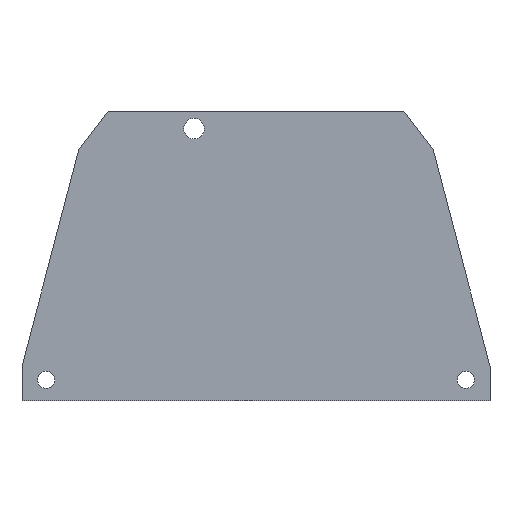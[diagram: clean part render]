
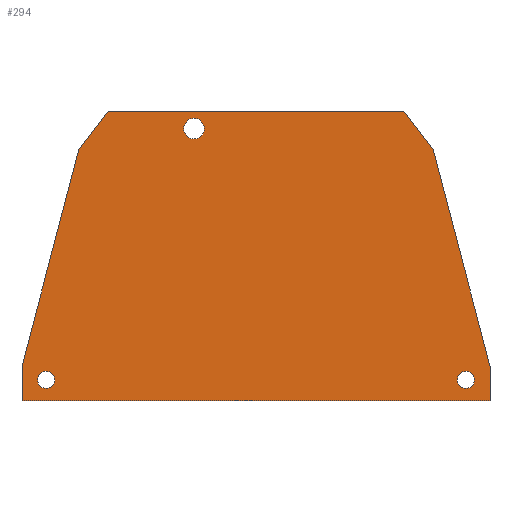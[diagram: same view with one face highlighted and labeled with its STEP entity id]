
A CAD part, front view. The second image highlights one B-rep face of the part: STEP entity #294.
In plain terms, the highlighted planar face has unit normal (0, -1, 0).
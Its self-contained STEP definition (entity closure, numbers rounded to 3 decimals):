
#6=DIRECTION('',(0.,0.,1.));
#7=VECTOR('',#6,5.);
#8=CARTESIAN_POINT('',(-34.,0.,-22.363));
#9=LINE('',#8,#7);
#10=DIRECTION('',(0.254,0.,0.967));
#11=VECTOR('',#10,32.5);
#12=CARTESIAN_POINT('',(-34.,0.,-17.363));
#13=LINE('',#12,#11);
#14=DIRECTION('',(0.606,0.,0.795));
#15=VECTOR('',#14,7.);
#16=CARTESIAN_POINT('',(-25.745,0.,14.072));
#17=LINE('',#16,#15);
#18=DIRECTION('',(1.,0.,0.));
#19=VECTOR('',#18,43.);
#20=CARTESIAN_POINT('',(-21.5,0.,19.637));
#21=LINE('',#20,#19);
#22=DIRECTION('',(0.606,0.,-0.795));
#23=VECTOR('',#22,7.);
#24=CARTESIAN_POINT('',(21.5,0.,19.637));
#25=LINE('',#24,#23);
#26=DIRECTION('',(0.254,0.,-0.967));
#27=VECTOR('',#26,32.5);
#28=CARTESIAN_POINT('',(25.745,0.,14.072));
#29=LINE('',#28,#27);
#30=DIRECTION('',(0.,0.,-1.));
#31=VECTOR('',#30,5.);
#32=CARTESIAN_POINT('',(34.,0.,-17.363));
#33=LINE('',#32,#31);
#34=DIRECTION('',(-1.,0.,0.));
#35=VECTOR('',#34,68.);
#36=CARTESIAN_POINT('',(34.,0.,-22.363));
#37=LINE('',#36,#35);
#38=CARTESIAN_POINT('',(30.5,0.,-19.363));
#39=DIRECTION('',(0.,1.,0.));
#40=DIRECTION('',(1.,0.,0.));
#41=AXIS2_PLACEMENT_3D('',#38,#39,#40);
#43=CARTESIAN_POINT('',(30.5,0.,-19.363));
#44=DIRECTION('',(0.,1.,0.));
#45=DIRECTION('',(-1.,0.,0.));
#46=AXIS2_PLACEMENT_3D('',#43,#44,#45);
#48=CARTESIAN_POINT('',(-9.,0.,17.137));
#49=DIRECTION('',(0.,1.,0.));
#50=DIRECTION('',(1.,0.,0.));
#51=AXIS2_PLACEMENT_3D('',#48,#49,#50);
#53=CARTESIAN_POINT('',(-9.,0.,17.137));
#54=DIRECTION('',(0.,1.,0.));
#55=DIRECTION('',(-1.,0.,0.));
#56=AXIS2_PLACEMENT_3D('',#53,#54,#55);
#58=CARTESIAN_POINT('',(-30.5,0.,-19.363));
#59=DIRECTION('',(0.,1.,0.));
#60=DIRECTION('',(1.,0.,0.));
#61=AXIS2_PLACEMENT_3D('',#58,#59,#60);
#63=CARTESIAN_POINT('',(-30.5,0.,-19.363));
#64=DIRECTION('',(0.,1.,0.));
#65=DIRECTION('',(-1.,0.,0.));
#66=AXIS2_PLACEMENT_3D('',#63,#64,#65);
#182=CARTESIAN_POINT('',(-34.,0.,-22.363));
#183=CARTESIAN_POINT('',(-34.,0.,-17.363));
#184=VERTEX_POINT('',#182);
#185=VERTEX_POINT('',#183);
#186=CARTESIAN_POINT('',(-25.745,0.,14.072));
#187=VERTEX_POINT('',#186);
#188=CARTESIAN_POINT('',(-21.5,0.,19.637));
#189=VERTEX_POINT('',#188);
#190=CARTESIAN_POINT('',(21.5,0.,19.637));
#191=VERTEX_POINT('',#190);
#192=CARTESIAN_POINT('',(25.745,0.,14.072));
#193=VERTEX_POINT('',#192);
#194=CARTESIAN_POINT('',(34.,0.,-17.363));
#195=VERTEX_POINT('',#194);
#196=CARTESIAN_POINT('',(34.,0.,-22.363));
#197=VERTEX_POINT('',#196);
#214=CARTESIAN_POINT('',(31.75,0.,-19.363));
#215=CARTESIAN_POINT('',(29.25,0.,-19.363));
#216=VERTEX_POINT('',#214);
#217=VERTEX_POINT('',#215);
#218=CARTESIAN_POINT('',(-7.5,0.,17.137));
#219=CARTESIAN_POINT('',(-10.5,0.,17.137));
#220=VERTEX_POINT('',#218);
#221=VERTEX_POINT('',#219);
#222=CARTESIAN_POINT('',(-29.25,0.,-19.363));
#223=CARTESIAN_POINT('',(-31.75,0.,-19.363));
#224=VERTEX_POINT('',#222);
#225=VERTEX_POINT('',#223);
#254=CARTESIAN_POINT('',(0.,0.,0.));
#255=DIRECTION('',(0.,1.,0.));
#256=DIRECTION('',(1.,0.,0.));
#257=AXIS2_PLACEMENT_3D('',#254,#255,#256);
#258=PLANE('',#257);
#260=ORIENTED_EDGE('',*,*,#259,.T.);
#262=ORIENTED_EDGE('',*,*,#261,.T.);
#264=ORIENTED_EDGE('',*,*,#263,.T.);
#266=ORIENTED_EDGE('',*,*,#265,.T.);
#268=ORIENTED_EDGE('',*,*,#267,.T.);
#270=ORIENTED_EDGE('',*,*,#269,.T.);
#272=ORIENTED_EDGE('',*,*,#271,.T.);
#274=ORIENTED_EDGE('',*,*,#273,.T.);
#275=EDGE_LOOP('',(#260,#262,#264,#266,#268,#270,#272,#274));
#276=FACE_OUTER_BOUND('',#275,.F.);
#278=ORIENTED_EDGE('',*,*,#277,.F.);
#280=ORIENTED_EDGE('',*,*,#279,.F.);
#281=EDGE_LOOP('',(#278,#280));
#282=FACE_BOUND('',#281,.F.);
#284=ORIENTED_EDGE('',*,*,#283,.F.);
#286=ORIENTED_EDGE('',*,*,#285,.F.);
#287=EDGE_LOOP('',(#284,#286));
#288=FACE_BOUND('',#287,.F.);
#290=ORIENTED_EDGE('',*,*,#289,.F.);
#291=ORIENTED_EDGE('',*,*,#243,.F.);
#292=EDGE_LOOP('',(#290,#291));
#293=FACE_BOUND('',#292,.F.);
#294=ADVANCED_FACE('',(#276,#282,#288,#293),#258,.F.);
#42=CIRCLE('',#41,1.25);
#47=CIRCLE('',#46,1.25);
#52=CIRCLE('',#51,1.5);
#57=CIRCLE('',#56,1.5);
#62=CIRCLE('',#61,1.25);
#67=CIRCLE('',#66,1.25);
#243=EDGE_CURVE('',#225,#224,#67,.T.);
#259=EDGE_CURVE('',#184,#185,#9,.T.);
#261=EDGE_CURVE('',#185,#187,#13,.T.);
#263=EDGE_CURVE('',#187,#189,#17,.T.);
#265=EDGE_CURVE('',#189,#191,#21,.T.);
#267=EDGE_CURVE('',#191,#193,#25,.T.);
#269=EDGE_CURVE('',#193,#195,#29,.T.);
#271=EDGE_CURVE('',#195,#197,#33,.T.);
#273=EDGE_CURVE('',#197,#184,#37,.T.);
#277=EDGE_CURVE('',#216,#217,#42,.T.);
#279=EDGE_CURVE('',#217,#216,#47,.T.);
#283=EDGE_CURVE('',#220,#221,#52,.T.);
#285=EDGE_CURVE('',#221,#220,#57,.T.);
#289=EDGE_CURVE('',#224,#225,#62,.T.);
